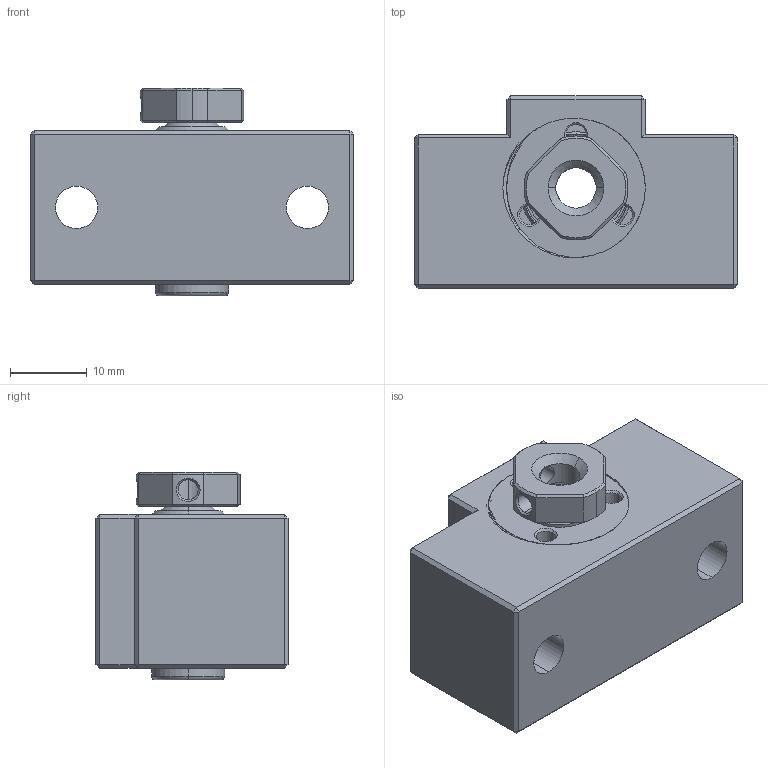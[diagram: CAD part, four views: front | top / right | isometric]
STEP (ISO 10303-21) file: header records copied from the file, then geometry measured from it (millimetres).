
FILE_DESCRIPTION(/* description */ ('Alibre Inc.'),/* implementation_level */ '2;1');
FILE_NAME(/* name */ 'export-DCD6EA94-1981-4F88-B891-A17F1A2DCCBA',/* time_stamp */ '2024-06-22T13:37:16+02:00',/* author */ (''),/* organization */ (''),/* preprocessor_version */ 'ST-DEVELOPER v17',/* originating_system */ 'Alibre',/* authorisation */ '');
FILE_SCHEMA (('AUTOMOTIVE_DESIGN'));
Length unit declared in the file: millimetre
Products named in the file (1): EK06²Õ¦X¥ó
Bounding box: 42 x 25 x 27 mm (x, y, z)
Surface area: 7137.9 mm2 (no closed solid volume)
Topology: 0 solids, 6 shells, 154 faces, 365 edges, 218 vertices
Faces by surface type: plane 63, cylinder 50, cone 27, torus 8, bspline 6
Entity records: 5662 total; most frequent: CARTESIAN_POINT 2289, ORIENTED_EDGE 664, DIRECTION 649, EDGE_CURVE 365, AXIS2_PLACEMENT_3D 273, VERTEX_POINT 218, VECTOR 174, LINE 174
